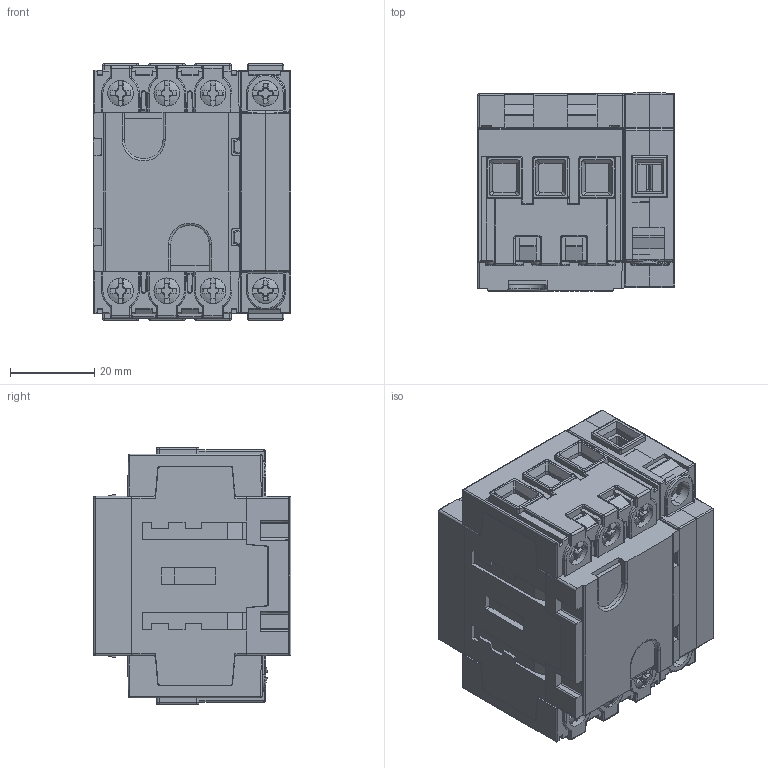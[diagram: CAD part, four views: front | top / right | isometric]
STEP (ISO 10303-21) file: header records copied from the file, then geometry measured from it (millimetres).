
FILE_DESCRIPTION((''),'2;1');
FILE_NAME('DS0324R_P_SW0001','2015-06-19T',('mangiapr'),(''),'PRO/ENGINEER BY PARAMETRIC TECHNOLOGY CORPORATION, 2011080','PRO/ENGINEER BY PARAMETRIC TECHNOLOGY CORPORATION, 2011080','');
FILE_SCHEMA(('CONFIG_CONTROL_DESIGN'));
Products named in the file (1): DS0324R_P_SW0001
Bounding box: 47 x 47.1 x 61 mm (x, y, z)
Volume: 98777.1 mm3; surface area: 43955.6 mm2
Topology: 5 solids, 5 shells, 2976 faces, 8181 edges, 5230 vertices
Faces by surface type: plane 1973, cylinder 663, torus 92, bspline 82, sphere 66, extrusion 54, cone 46
Entity records: 99874 total; most frequent: CARTESIAN_POINT 25102, ORIENTED_EDGE 16362, DIRECTION 14395, EDGE_CURVE 8181, VECTOR 6227, LINE 6173, VERTEX_POINT 5230, AXIS2_PLACEMENT_3D 4084
